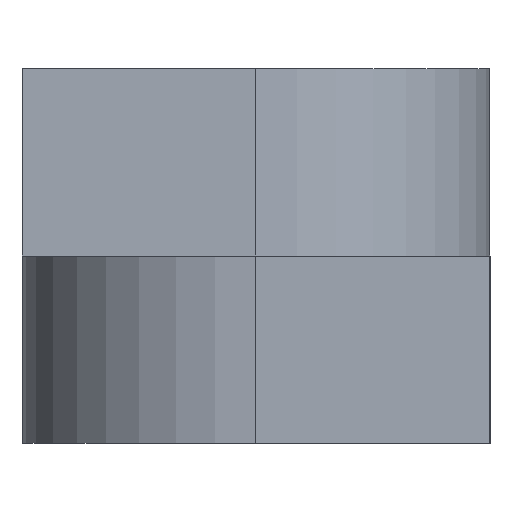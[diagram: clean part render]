
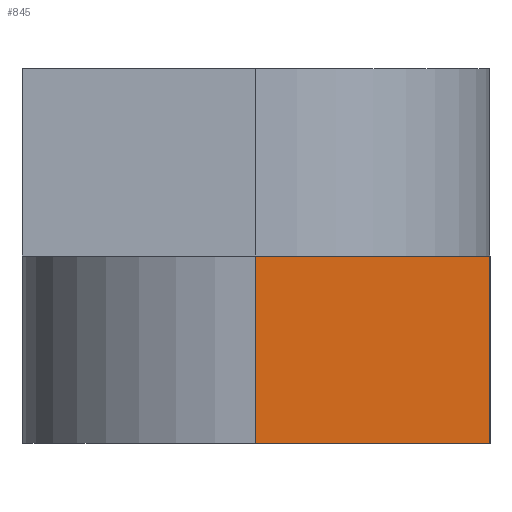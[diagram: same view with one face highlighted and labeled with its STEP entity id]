
A CAD part, left-side view. The second image highlights one B-rep face of the part: STEP entity #845.
In plain terms, the highlighted planar face has unit normal (-1, 0, 0).
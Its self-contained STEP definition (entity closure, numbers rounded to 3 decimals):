
#41=FACE_OUTER_BOUND('',#84,.T.);
#84=EDGE_LOOP('',(#562,#563,#564,#565));
#135=LINE('',#1184,#246);
#136=LINE('',#1186,#247);
#137=LINE('',#1188,#248);
#138=LINE('',#1189,#249);
#246=VECTOR('',#961,10.);
#247=VECTOR('',#962,10.);
#248=VECTOR('',#963,10.);
#249=VECTOR('',#964,10.);
#357=VERTEX_POINT('',#1182);
#358=VERTEX_POINT('',#1183);
#359=VERTEX_POINT('',#1185);
#360=VERTEX_POINT('',#1187);
#439=EDGE_CURVE('',#357,#358,#135,.T.);
#440=EDGE_CURVE('',#359,#357,#136,.T.);
#441=EDGE_CURVE('',#360,#359,#137,.T.);
#442=EDGE_CURVE('',#358,#360,#138,.T.);
#562=ORIENTED_EDGE('',*,*,#439,.F.);
#563=ORIENTED_EDGE('',*,*,#440,.F.);
#564=ORIENTED_EDGE('',*,*,#441,.F.);
#565=ORIENTED_EDGE('',*,*,#442,.F.);
#808=PLANE('',#902);
#845=ADVANCED_FACE('',(#41),#808,.F.);
#902=AXIS2_PLACEMENT_3D('',#1181,#959,#960);
#959=DIRECTION('center_axis',(1.,0.,0.));
#960=DIRECTION('ref_axis',(0.,0.,-1.));
#961=DIRECTION('',(0.,1.,0.));
#962=DIRECTION('',(0.,0.,-1.));
#963=DIRECTION('',(0.,-1.,0.));
#964=DIRECTION('',(0.,0.,1.));
#1181=CARTESIAN_POINT('Origin',(-149.9,-80.,5.));
#1182=CARTESIAN_POINT('',(-149.9,-80.,5.));
#1183=CARTESIAN_POINT('',(-149.9,-70.,5.));
#1184=CARTESIAN_POINT('',(-149.9,-40.,5.));
#1185=CARTESIAN_POINT('',(-149.9,-80.,13.));
#1186=CARTESIAN_POINT('',(-149.9,-80.,5.));
#1187=CARTESIAN_POINT('',(-149.9,-70.,13.));
#1188=CARTESIAN_POINT('',(-149.9,-70.,13.));
#1189=CARTESIAN_POINT('',(-149.9,-70.,15.));
